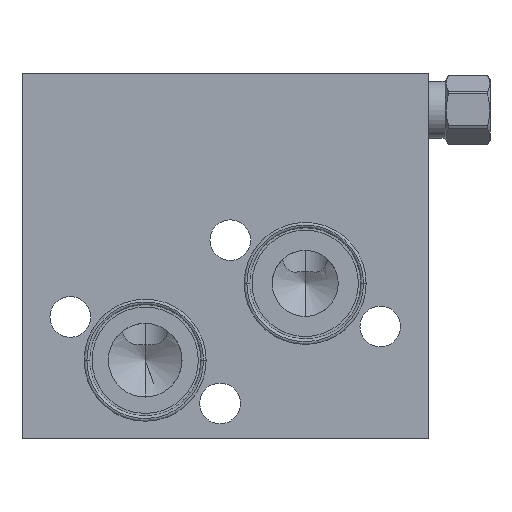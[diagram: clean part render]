
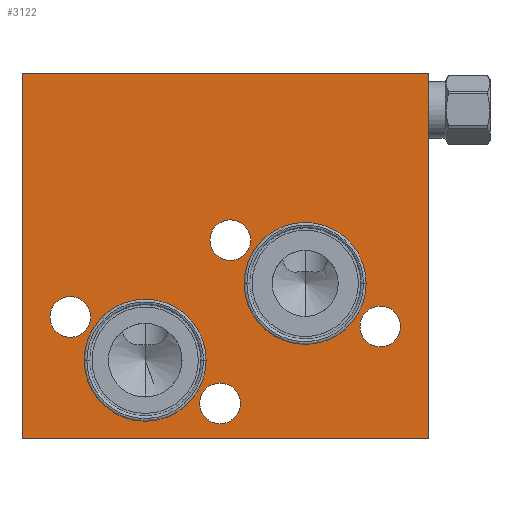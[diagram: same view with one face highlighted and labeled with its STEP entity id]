
A CAD part, left-side view. The second image highlights one B-rep face of the part: STEP entity #3122.
In plain terms, the highlighted planar face has unit normal (-1, 0, 0).
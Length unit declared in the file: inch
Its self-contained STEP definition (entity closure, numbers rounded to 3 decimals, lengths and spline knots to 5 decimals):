
#1=DIRECTION('',(0.,-1.,0.));
#2=VECTOR('',#1,5.);
#3=CARTESIAN_POINT('',(0.,0.,0.));
#4=LINE('',#3,#2);
#17=DIRECTION('',(0.,0.,1.));
#18=VECTOR('',#17,4.5);
#19=CARTESIAN_POINT('',(0.,0.,0.));
#20=LINE('',#19,#18);
#21=CARTESIAN_POINT('',(0.,-2.436,0.437));
#22=DIRECTION('',(1.,0.,0.));
#23=DIRECTION('',(0.,0.,-1.));
#24=AXIS2_PLACEMENT_3D('',#21,#22,#23);
#26=CARTESIAN_POINT('',(0.,-2.436,0.437));
#27=DIRECTION('',(1.,0.,0.));
#28=DIRECTION('',(0.,0.,1.));
#29=AXIS2_PLACEMENT_3D('',#26,#27,#28);
#31=CARTESIAN_POINT('',(0.,-0.594,1.5));
#32=DIRECTION('',(1.,0.,0.));
#33=DIRECTION('',(0.,0.,-1.));
#34=AXIS2_PLACEMENT_3D('',#31,#32,#33);
#36=CARTESIAN_POINT('',(0.,-0.594,1.5));
#37=DIRECTION('',(1.,0.,0.));
#38=DIRECTION('',(0.,0.,1.));
#39=AXIS2_PLACEMENT_3D('',#36,#37,#38);
#41=CARTESIAN_POINT('',(0.,-2.562,2.445));
#42=DIRECTION('',(1.,0.,0.));
#43=DIRECTION('',(0.,0.,-1.));
#44=AXIS2_PLACEMENT_3D('',#41,#42,#43);
#46=CARTESIAN_POINT('',(0.,-2.562,2.445));
#47=DIRECTION('',(1.,0.,0.));
#48=DIRECTION('',(0.,0.,1.));
#49=AXIS2_PLACEMENT_3D('',#46,#47,#48);
#51=CARTESIAN_POINT('',(0.,-4.406,1.382));
#52=DIRECTION('',(1.,0.,0.));
#53=DIRECTION('',(0.,0.,-1.));
#54=AXIS2_PLACEMENT_3D('',#51,#52,#53);
#56=CARTESIAN_POINT('',(0.,-4.406,1.382));
#57=DIRECTION('',(1.,0.,0.));
#58=DIRECTION('',(0.,0.,1.));
#59=AXIS2_PLACEMENT_3D('',#56,#57,#58);
#61=CARTESIAN_POINT('',(0.,-1.515,0.968));
#62=DIRECTION('',(1.,0.,0.));
#63=DIRECTION('',(0.,0.,-1.));
#64=AXIS2_PLACEMENT_3D('',#61,#62,#63);
#66=CARTESIAN_POINT('',(0.,-1.515,0.968));
#67=DIRECTION('',(1.,0.,0.));
#68=DIRECTION('',(0.,0.,1.));
#69=AXIS2_PLACEMENT_3D('',#66,#67,#68);
#91=CARTESIAN_POINT('',(0.,-3.483,1.913));
#92=DIRECTION('',(1.,0.,0.));
#93=DIRECTION('',(0.,0.,-1.));
#94=AXIS2_PLACEMENT_3D('',#91,#92,#93);
#96=CARTESIAN_POINT('',(0.,-3.483,1.913));
#97=DIRECTION('',(1.,0.,0.));
#98=DIRECTION('',(0.,0.,1.));
#99=AXIS2_PLACEMENT_3D('',#96,#97,#98);
#189=DIRECTION('',(0.,0.,1.));
#190=VECTOR('',#189,4.5);
#191=CARTESIAN_POINT('',(0.,-5.,0.));
#192=LINE('',#191,#190);
#203=DIRECTION('',(0.,-1.,0.));
#204=VECTOR('',#203,5.);
#205=CARTESIAN_POINT('',(0.,0.,4.5));
#206=LINE('',#205,#204);
#2656=CARTESIAN_POINT('',(0.,0.,0.));
#2657=CARTESIAN_POINT('',(0.,-5.,0.));
#2658=VERTEX_POINT('',#2656);
#2659=VERTEX_POINT('',#2657);
#2664=CARTESIAN_POINT('',(0.,0.,4.5));
#2665=CARTESIAN_POINT('',(0.,-5.,4.5));
#2666=VERTEX_POINT('',#2664);
#2667=VERTEX_POINT('',#2665);
#2840=CARTESIAN_POINT('',(0.,-2.436,0.187));
#2841=CARTESIAN_POINT('',(0.,-2.436,0.687));
#2842=VERTEX_POINT('',#2840);
#2843=VERTEX_POINT('',#2841);
#2852=CARTESIAN_POINT('',(0.,-0.594,1.25));
#2853=CARTESIAN_POINT('',(0.,-0.594,1.75));
#2854=VERTEX_POINT('',#2852);
#2855=VERTEX_POINT('',#2853);
#2864=CARTESIAN_POINT('',(0.,-2.562,2.195));
#2865=CARTESIAN_POINT('',(0.,-2.562,2.695));
#2866=VERTEX_POINT('',#2864);
#2867=VERTEX_POINT('',#2865);
#2876=CARTESIAN_POINT('',(0.,-4.406,1.132));
#2877=CARTESIAN_POINT('',(0.,-4.406,1.632));
#2878=VERTEX_POINT('',#2876);
#2879=VERTEX_POINT('',#2877);
#2896=CARTESIAN_POINT('',(0.,-1.515,0.218));
#2897=CARTESIAN_POINT('',(0.,-1.515,1.718));
#2898=VERTEX_POINT('',#2896);
#2899=VERTEX_POINT('',#2897);
#2920=CARTESIAN_POINT('',(0.,-3.483,1.163));
#2921=CARTESIAN_POINT('',(0.,-3.483,2.663));
#2922=VERTEX_POINT('',#2920);
#2923=VERTEX_POINT('',#2921);
#3072=CARTESIAN_POINT('',(0.,0.,0.));
#3073=DIRECTION('',(-1.,0.,0.));
#3074=DIRECTION('',(0.,-1.,0.));
#3075=AXIS2_PLACEMENT_3D('',#3072,#3073,#3074);
#3076=PLANE('',#3075);
#3077=ORIENTED_EDGE('',*,*,#3061,.F.);
#3079=ORIENTED_EDGE('',*,*,#3078,.T.);
#3081=ORIENTED_EDGE('',*,*,#3080,.T.);
#3083=ORIENTED_EDGE('',*,*,#3082,.F.);
#3084=EDGE_LOOP('',(#3077,#3079,#3081,#3083));
#3085=FACE_OUTER_BOUND('',#3084,.F.);
#3087=ORIENTED_EDGE('',*,*,#3086,.F.);
#3089=ORIENTED_EDGE('',*,*,#3088,.F.);
#3090=EDGE_LOOP('',(#3087,#3089));
#3091=FACE_BOUND('',#3090,.F.);
#3093=ORIENTED_EDGE('',*,*,#3092,.F.);
#3095=ORIENTED_EDGE('',*,*,#3094,.F.);
#3096=EDGE_LOOP('',(#3093,#3095));
#3097=FACE_BOUND('',#3096,.F.);
#3099=ORIENTED_EDGE('',*,*,#3098,.F.);
#3101=ORIENTED_EDGE('',*,*,#3100,.F.);
#3102=EDGE_LOOP('',(#3099,#3101));
#3103=FACE_BOUND('',#3102,.F.);
#3105=ORIENTED_EDGE('',*,*,#3104,.F.);
#3107=ORIENTED_EDGE('',*,*,#3106,.F.);
#3108=EDGE_LOOP('',(#3105,#3107));
#3109=FACE_BOUND('',#3108,.F.);
#3111=ORIENTED_EDGE('',*,*,#3110,.F.);
#3113=ORIENTED_EDGE('',*,*,#3112,.F.);
#3114=EDGE_LOOP('',(#3111,#3113));
#3115=FACE_BOUND('',#3114,.F.);
#3117=ORIENTED_EDGE('',*,*,#3116,.F.);
#3119=ORIENTED_EDGE('',*,*,#3118,.F.);
#3120=EDGE_LOOP('',(#3117,#3119));
#3121=FACE_BOUND('',#3120,.F.);
#3122=ADVANCED_FACE('',(#3085,#3091,#3097,#3103,#3109,#3115,#3121),#3076,.T.);
#25=CIRCLE('',#24,0.25);
#30=CIRCLE('',#29,0.25);
#35=CIRCLE('',#34,0.25);
#40=CIRCLE('',#39,0.25);
#45=CIRCLE('',#44,0.25);
#50=CIRCLE('',#49,0.25);
#55=CIRCLE('',#54,0.25);
#60=CIRCLE('',#59,0.25);
#65=CIRCLE('',#64,0.75);
#70=CIRCLE('',#69,0.75);
#95=CIRCLE('',#94,0.75);
#100=CIRCLE('',#99,0.75);
#3061=EDGE_CURVE('',#2658,#2659,#4,.T.);
#3078=EDGE_CURVE('',#2658,#2666,#20,.T.);
#3080=EDGE_CURVE('',#2666,#2667,#206,.T.);
#3082=EDGE_CURVE('',#2659,#2667,#192,.T.);
#3086=EDGE_CURVE('',#2842,#2843,#25,.T.);
#3088=EDGE_CURVE('',#2843,#2842,#30,.T.);
#3092=EDGE_CURVE('',#2854,#2855,#35,.T.);
#3094=EDGE_CURVE('',#2855,#2854,#40,.T.);
#3098=EDGE_CURVE('',#2866,#2867,#45,.T.);
#3100=EDGE_CURVE('',#2867,#2866,#50,.T.);
#3104=EDGE_CURVE('',#2878,#2879,#55,.T.);
#3106=EDGE_CURVE('',#2879,#2878,#60,.T.);
#3110=EDGE_CURVE('',#2898,#2899,#65,.T.);
#3112=EDGE_CURVE('',#2899,#2898,#70,.T.);
#3116=EDGE_CURVE('',#2922,#2923,#95,.T.);
#3118=EDGE_CURVE('',#2923,#2922,#100,.T.);
